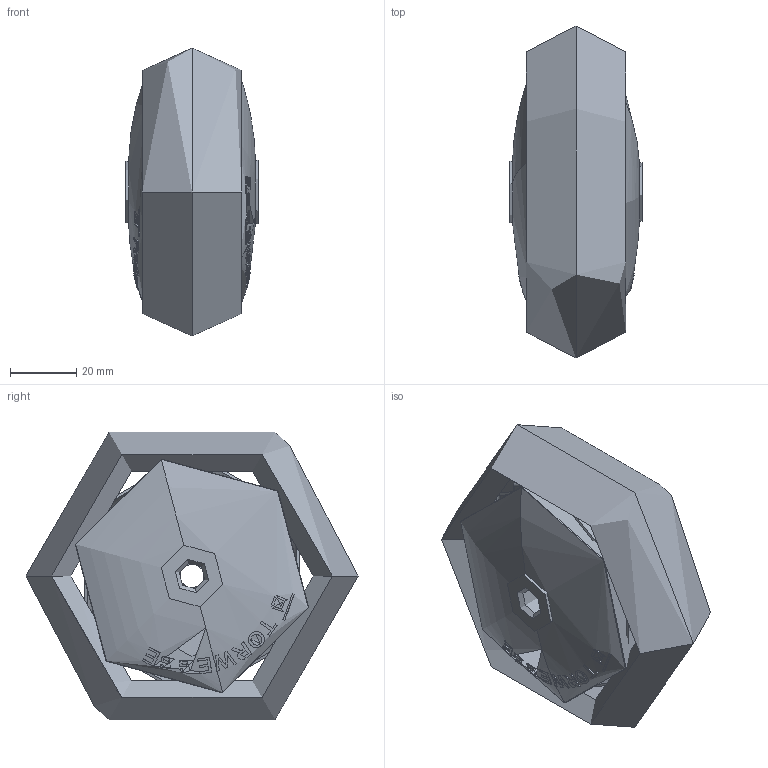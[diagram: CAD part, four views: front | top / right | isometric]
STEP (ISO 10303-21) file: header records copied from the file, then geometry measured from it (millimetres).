
FILE_DESCRIPTION (( 'STEP AP214' ), '1' );
FILE_NAME ('0021579.step', '2023-01-17T09:35:07', ( '' ), ( '' ), 'SwSTEP 2.0', 'SolidWorks 2020', '' );
FILE_SCHEMA (( 'AUTOMOTIVE_DESIGN' ));
Length unit declared in the file: millimetre
Products named in the file (1): 0021579
Bounding box: 40 x 100 x 86.6 mm (x, y, z)
Surface area: 35544.8 mm2 (no closed solid volume)
Topology: 0 solids, 5 shells, 295 faces, 958 edges, 650 vertices
Faces by surface type: bspline 221, torus 48, cone 12, cylinder 8, plane 6
Entity records: 24338 total; most frequent: CARTESIAN_POINT 15101, ORIENTED_EDGE 1652, EDGE_CURVE 958, B_SPLINE_CURVE_WITH_KNOTS 846, VERTEX_POINT 650, DIRECTION 336, EDGE_LOOP 327, UNCERTAINTY_MEASURE_WITH_UNIT 297
